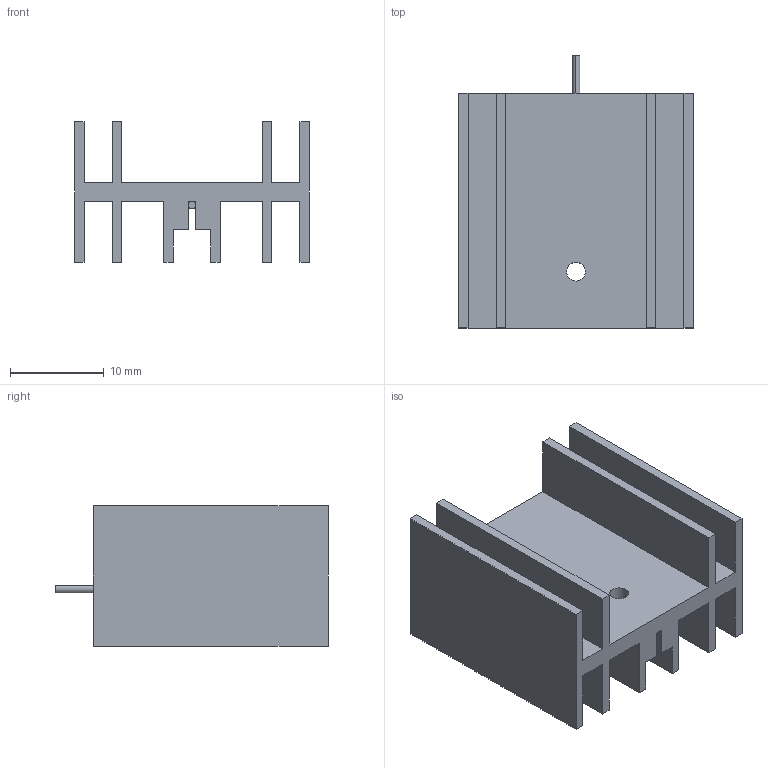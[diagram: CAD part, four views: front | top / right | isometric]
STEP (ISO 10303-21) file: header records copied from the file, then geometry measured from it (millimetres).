
FILE_DESCRIPTION (( 'STEP AP214' ), '1' );
FILE_NAME ('User Library-heatsink-2.STEP', '2014-11-22T16:22:16', ( 'Windows User' ), ( '' ), 'SwSTEP 2.0', 'SolidWorks 2015', '' );
FILE_SCHEMA (( 'AUTOMOTIVE_DESIGN' ));
Length unit declared in the file: millimetre
Products named in the file (1): User Library-heatsink-2
Bounding box: 25 x 29 x 15 mm (x, y, z)
Volume: 3109.5 mm3; surface area: 4887 mm2
Topology: 2 solids, 2 shells, 51 faces, 144 edges, 96 vertices
Faces by surface type: plane 47, cylinder 4
Entity records: 1677 total; most frequent: CARTESIAN_POINT 292, ORIENTED_EDGE 288, DIRECTION 260, EDGE_CURVE 144, VECTOR 132, LINE 132, VERTEX_POINT 96, AXIS2_PLACEMENT_3D 64
